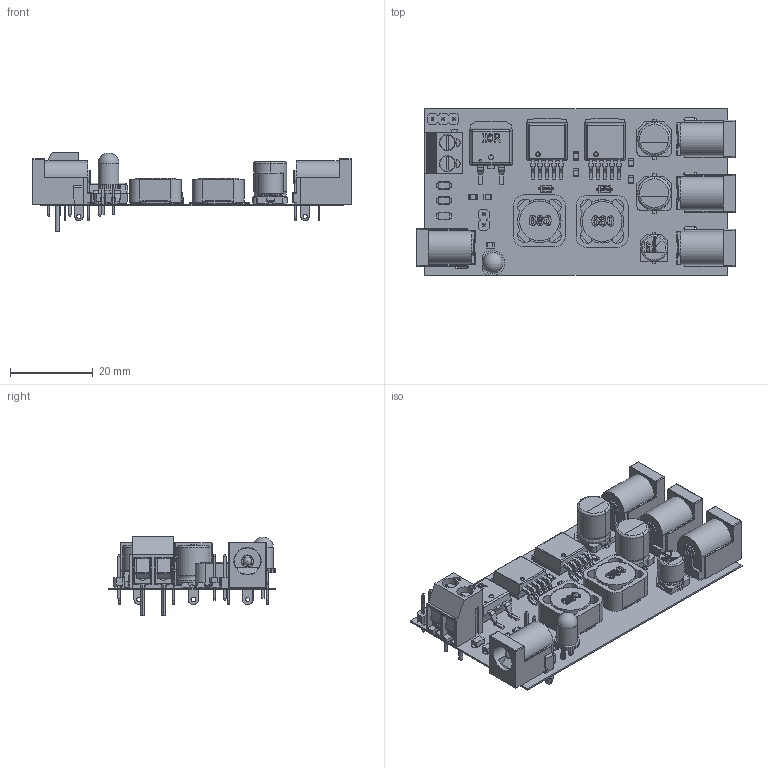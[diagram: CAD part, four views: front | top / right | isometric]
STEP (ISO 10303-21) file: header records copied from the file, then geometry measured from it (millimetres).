
FILE_DESCRIPTION(('Open CASCADE Model'),'2;1');
FILE_NAME('Open CASCADE Shape Model','2025-09-19T21:30:01',('Author'),( 'Open CASCADE'),'Open CASCADE STEP processor 7.5','Open CASCADE 7.5' ,'Unknown');
FILE_SCHEMA(('AUTOMOTIVE_DESIGN { 1 0 10303 214 1 1 1 1 }'));
Length unit declared in the file: millimetre
Products named in the file (80): PCB; Board; Open CASCADE STEP translator 7.5 1.1.1; L3; LED_5mm_G; SW3dPS-LEDd5G_Open CASCADE STEP translator 6.2 876.1; SW3dPS-LEDd5G_352699216; SW3dPS-LEDd5G_Extruded; SW3dPS-LEDd5G_352707536; SW3dPS-LEDd5G_Extruded3; SW3dPS-LEDd5G_352705488; SW3dPS-LEDd5G_Extruded2; SW3dPS-LEDd5G_352699728; SW3dPS-LEDd5G_Extruded4; SW3dPS-LEDd5G_352477520; SW3dPS-LEDd5G_Cylinder; SW3dPS-LEDd5G_352701776; SW3dPS-LEDd5G_Extruded1; SW3dPS-LEDd5G_352470016; SW3dPS-LEDd5G_Sphere; U1; DS-210; U4; U3; U2; R6; RES0805; R4; R2; D2; 6107133728; D4; D3; C1; 6.3x7.7x2.2; capicitor_6.3x7.7x2.2; Base_Φ6_3Capacitor; P1; pin_header_aw140-eg-g02d; Q1 ...
Assembly tree (127 placements, depth 6):
  PCB
    Board
      Open CASCADE STEP translator 7.5 1.1.1
    L3
      LED_5mm_G
        SW3dPS-LEDd5G_Open CASCADE STEP translator 6.2 876.1
          SW3dPS-LEDd5G_352699216
            SW3dPS-LEDd5G_Extruded
          SW3dPS-LEDd5G_352707536  x2
            SW3dPS-LEDd5G_Extruded3
          SW3dPS-LEDd5G_352705488  x2
            SW3dPS-LEDd5G_Extruded2
          SW3dPS-LEDd5G_352699728
            SW3dPS-LEDd5G_Extruded4
          SW3dPS-LEDd5G_352477520
            SW3dPS-LEDd5G_Cylinder
          SW3dPS-LEDd5G_352701776
            SW3dPS-LEDd5G_Extruded1
          SW3dPS-LEDd5G_352470016
            SW3dPS-LEDd5G_Sphere
    U1
      DS-210
    U4
      DS-210
    U3
      DS-210
    U2
      DS-210
    R6
      RES0805
    R4
      RES0805
    R2
      RES0805
    D2
      6107133728
    D4
      6107133728
    D3
      6107133728
    C1
      6.3x7.7x2.2
        capicitor_6.3x7.7x2.2
        Base_Φ6_3Capacitor
    P1
      pin_header_aw140-eg-g02d
    Q1
      Trans_Infineon_IRF2805STRLPBF_eec
        1
        2
        3
        IRF logo
    T1
      Socket Blue_2Pin
    VR1
      TO263-5-1
    R5
      RES0805
    R3
      RES0805
Bounding box: 76.97 x 40.26 x 19.21 mm (x, y, z)
Volume: 12446.3 mm3; surface area: 24987.3 mm2
Topology: 153 solids, 153 shells, 3366 faces, 8726 edges, 5761 vertices
Faces by surface type: plane 1839, bspline 886, cylinder 544, sphere 42, torus 27, extrusion 16, cone 12
Full cylindrical faces by diameter (mm): 0.553 x1, 0.787 x1, 0.9 x2, 0.913 x1, 1 x13, 1.016 x2, 1.082 x4, 1.2 x7, 1.3 x4, 1.544 x1, 1.669 x1, 2 x16, 3 x12, 3.812 x1, 3.938 x1, 4.41 x1, 5.607 x1, 6.15 x1, 6.3 x1, 6.4 x4, 9.62 x6
Entity records: 69478 total; most frequent: CARTESIAN_POINT 21963, ORIENTED_EDGE 8658, DIRECTION 6771, EDGE_CURVE 4329, VERTEX_POINT 2871, VECTOR 2597, LINE 2581, AXIS2_PLACEMENT_3D 2087
